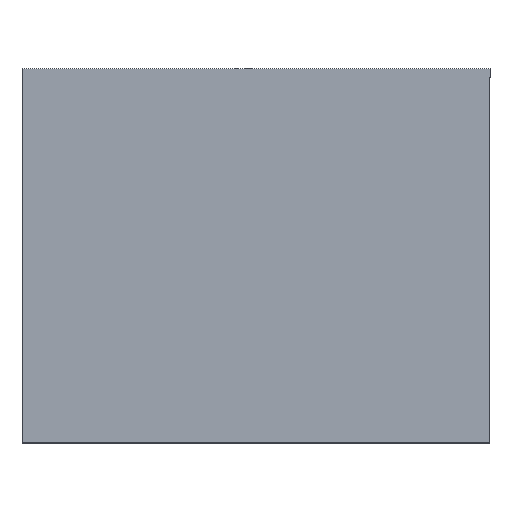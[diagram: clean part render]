
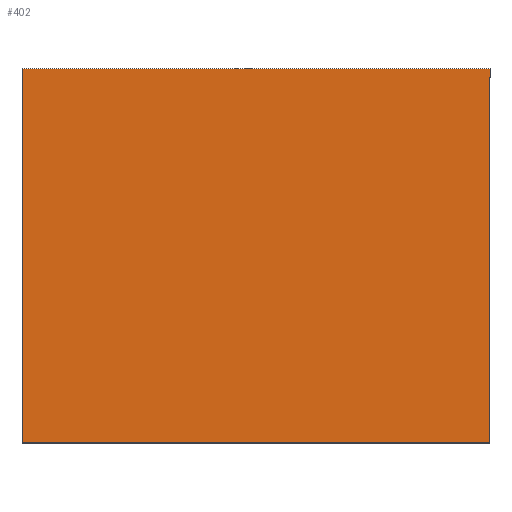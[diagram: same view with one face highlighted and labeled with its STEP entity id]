
A CAD part, top view. The second image highlights one B-rep face of the part: STEP entity #402.
In plain terms, the highlighted planar face has unit normal (0, 0, 1).
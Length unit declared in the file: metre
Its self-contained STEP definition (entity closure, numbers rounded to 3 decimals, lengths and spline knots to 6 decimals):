
#81=ORIENTED_EDGE('',*,*,#171,.F.);
#82=ORIENTED_EDGE('',*,*,#174,.F.);
#83=ORIENTED_EDGE('',*,*,#176,.T.);
#84=ORIENTED_EDGE('',*,*,#177,.T.);
#171=EDGE_CURVE('',#222,#223,#258,.T.);
#174=EDGE_CURVE('',#224,#222,#261,.T.);
#176=EDGE_CURVE('',#224,#225,#263,.T.);
#177=EDGE_CURVE('',#225,#223,#264,.T.);
#222=VERTEX_POINT('',#638);
#223=VERTEX_POINT('',#640);
#224=VERTEX_POINT('',#644);
#225=VERTEX_POINT('',#648);
#258=LINE('',#639,#294);
#261=LINE('',#645,#297);
#263=LINE('',#649,#299);
#264=LINE('',#651,#300);
#294=VECTOR('',#511,1.);
#297=VECTOR('',#516,1.);
#299=VECTOR('',#520,1.);
#300=VECTOR('',#523,1.);
#325=EDGE_LOOP('',(#81,#82,#83,#84));
#355=FACE_BOUND('',#325,.T.);
#387=PLANE('',#447);
#402=ADVANCED_FACE('',(#355),#387,.T.);
#447=AXIS2_PLACEMENT_3D('',#652,#524,#525);
#511=DIRECTION('',(0.,-1.,0.));
#516=DIRECTION('',(1.,0.,0.));
#520=DIRECTION('',(0.,-1.,0.));
#523=DIRECTION('',(1.,0.,0.));
#524=DIRECTION('',(0.,0.,1.));
#525=DIRECTION('',(1.,0.,0.));
#638=CARTESIAN_POINT('',(-0.084874,0.25581,0.02));
#639=CARTESIAN_POINT('',(-0.084874,0.24081,0.02));
#640=CARTESIAN_POINT('',(-0.084874,0.22581,0.02));
#644=CARTESIAN_POINT('',(-0.122374,0.25581,0.02));
#645=CARTESIAN_POINT('',(-0.112999,0.25581,0.02));
#648=CARTESIAN_POINT('',(-0.122374,0.22581,0.02));
#649=CARTESIAN_POINT('',(-0.122374,0.24081,0.02));
#651=CARTESIAN_POINT('',(-0.112999,0.22581,0.02));
#652=CARTESIAN_POINT('',(-0.103624,0.24081,0.02));
